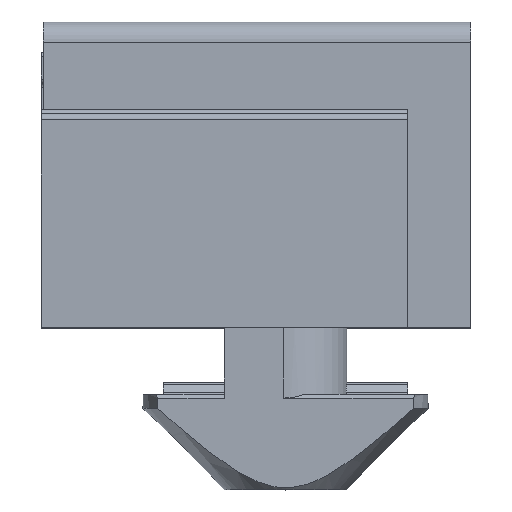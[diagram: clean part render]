
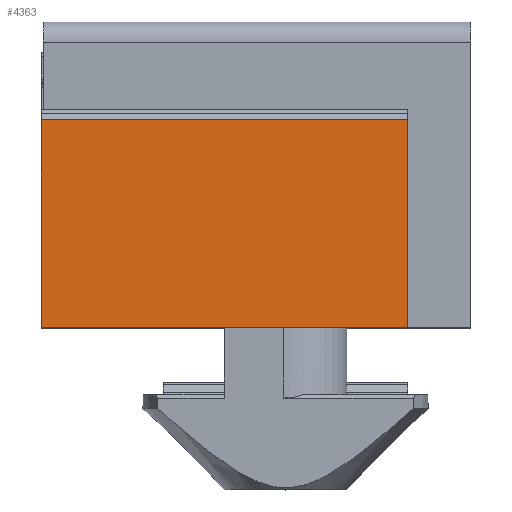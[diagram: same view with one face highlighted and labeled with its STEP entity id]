
A CAD part, top view. The second image highlights one B-rep face of the part: STEP entity #4363.
In plain terms, the highlighted planar face has unit normal (0, 0, 1).
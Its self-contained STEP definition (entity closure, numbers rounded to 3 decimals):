
#2833 = PLANE('',#2834);
#2834 = AXIS2_PLACEMENT_3D('',#2835,#2836,#2837);
#2835 = CARTESIAN_POINT('',(6.,0.,7.5));
#2836 = DIRECTION('',(0.,1.,0.));
#2837 = DIRECTION('',(0.,-0.,1.));
#4138 = VERTEX_POINT('',#4139);
#4139 = CARTESIAN_POINT('',(-12.,0.,7.5));
#4155 = PLANE('',#4156);
#4156 = AXIS2_PLACEMENT_3D('',#4157,#4158,#4159);
#4157 = CARTESIAN_POINT('',(-12.,10.2,7.2));
#4158 = DIRECTION('',(1.,0.,0.));
#4159 = DIRECTION('',(0.,0.,-1.));
#4196 = VERTEX_POINT('',#4197);
#4197 = CARTESIAN_POINT('',(6.,0.,7.5));
#4211 = PLANE('',#4212);
#4212 = AXIS2_PLACEMENT_3D('',#4213,#4214,#4215);
#4213 = CARTESIAN_POINT('',(6.,10.2,7.2));
#4214 = DIRECTION('',(1.,0.,0.));
#4215 = DIRECTION('',(0.,0.,-1.));
#4223 = EDGE_CURVE('',#4196,#4138,#4224,.T.);
#4224 = SURFACE_CURVE('',#4225,(#4229,#4236),.PCURVE_S1.);
#4225 = LINE('',#4226,#4227);
#4226 = CARTESIAN_POINT('',(6.,0.,7.5));
#4227 = VECTOR('',#4228,1.);
#4228 = DIRECTION('',(-1.,0.,0.));
#4229 = PCURVE('',#2833,#4230);
#4230 = DEFINITIONAL_REPRESENTATION('',(#4231),#4235);
#4231 = LINE('',#4232,#4233);
#4232 = CARTESIAN_POINT('',(0.,0.));
#4233 = VECTOR('',#4234,1.);
#4234 = DIRECTION('',(0.,-1.));
#4235 = ( GEOMETRIC_REPRESENTATION_CONTEXT(2) 
PARAMETRIC_REPRESENTATION_CONTEXT() REPRESENTATION_CONTEXT('2D SPACE',''
  ) );
#4236 = PCURVE('',#4237,#4242);
#4237 = PLANE('',#4238);
#4238 = AXIS2_PLACEMENT_3D('',#4239,#4240,#4241);
#4239 = CARTESIAN_POINT('',(6.,10.2,7.5));
#4240 = DIRECTION('',(0.,0.,-1.));
#4241 = DIRECTION('',(-1.,0.,0.));
#4242 = DEFINITIONAL_REPRESENTATION('',(#4243),#4247);
#4243 = LINE('',#4244,#4245);
#4244 = CARTESIAN_POINT('',(0.,-10.2));
#4245 = VECTOR('',#4246,1.);
#4246 = DIRECTION('',(1.,0.));
#4247 = ( GEOMETRIC_REPRESENTATION_CONTEXT(2) 
PARAMETRIC_REPRESENTATION_CONTEXT() REPRESENTATION_CONTEXT('2D SPACE',''
  ) );
#4263 = VERTEX_POINT('',#4264);
#4264 = CARTESIAN_POINT('',(-12.,10.2,7.5));
#4272 = CYLINDRICAL_SURFACE('',#4273,0.3);
#4273 = AXIS2_PLACEMENT_3D('',#4274,#4275,#4276);
#4274 = CARTESIAN_POINT('',(6.,10.2,7.2));
#4275 = DIRECTION('',(-1.,0.,0.));
#4276 = DIRECTION('',(0.,0.,1.));
#4291 = EDGE_CURVE('',#4292,#4263,#4294,.T.);
#4292 = VERTEX_POINT('',#4293);
#4293 = CARTESIAN_POINT('',(6.,10.2,7.5));
#4294 = SURFACE_CURVE('',#4295,(#4299,#4306),.PCURVE_S1.);
#4295 = LINE('',#4296,#4297);
#4296 = CARTESIAN_POINT('',(6.,10.2,7.5));
#4297 = VECTOR('',#4298,1.);
#4298 = DIRECTION('',(-1.,0.,0.));
#4299 = PCURVE('',#4272,#4300);
#4300 = DEFINITIONAL_REPRESENTATION('',(#4301),#4305);
#4301 = LINE('',#4302,#4303);
#4302 = CARTESIAN_POINT('',(0.,0.));
#4303 = VECTOR('',#4304,1.);
#4304 = DIRECTION('',(0.,1.));
#4305 = ( GEOMETRIC_REPRESENTATION_CONTEXT(2) 
PARAMETRIC_REPRESENTATION_CONTEXT() REPRESENTATION_CONTEXT('2D SPACE',''
  ) );
#4306 = PCURVE('',#4237,#4307);
#4307 = DEFINITIONAL_REPRESENTATION('',(#4308),#4312);
#4308 = LINE('',#4309,#4310);
#4309 = CARTESIAN_POINT('',(0.,0.));
#4310 = VECTOR('',#4311,1.);
#4311 = DIRECTION('',(1.,0.));
#4312 = ( GEOMETRIC_REPRESENTATION_CONTEXT(2) 
PARAMETRIC_REPRESENTATION_CONTEXT() REPRESENTATION_CONTEXT('2D SPACE',''
  ) );
#4363 = ADVANCED_FACE('',(#4364),#4237,.F.);
#4364 = FACE_BOUND('',#4365,.T.);
#4365 = EDGE_LOOP('',(#4366,#4387,#4388,#4409));
#4366 = ORIENTED_EDGE('',*,*,#4367,.T.);
#4367 = EDGE_CURVE('',#4263,#4138,#4368,.T.);
#4368 = SURFACE_CURVE('',#4369,(#4373,#4380),.PCURVE_S1.);
#4369 = LINE('',#4370,#4371);
#4370 = CARTESIAN_POINT('',(-12.,10.2,7.5));
#4371 = VECTOR('',#4372,1.);
#4372 = DIRECTION('',(0.,-1.,0.));
#4373 = PCURVE('',#4237,#4374);
#4374 = DEFINITIONAL_REPRESENTATION('',(#4375),#4379);
#4375 = LINE('',#4376,#4377);
#4376 = CARTESIAN_POINT('',(18.,0.));
#4377 = VECTOR('',#4378,1.);
#4378 = DIRECTION('',(0.,-1.));
#4379 = ( GEOMETRIC_REPRESENTATION_CONTEXT(2) 
PARAMETRIC_REPRESENTATION_CONTEXT() REPRESENTATION_CONTEXT('2D SPACE',''
  ) );
#4380 = PCURVE('',#4155,#4381);
#4381 = DEFINITIONAL_REPRESENTATION('',(#4382),#4386);
#4382 = LINE('',#4383,#4384);
#4383 = CARTESIAN_POINT('',(-0.3,0.));
#4384 = VECTOR('',#4385,1.);
#4385 = DIRECTION('',(0.,-1.));
#4386 = ( GEOMETRIC_REPRESENTATION_CONTEXT(2) 
PARAMETRIC_REPRESENTATION_CONTEXT() REPRESENTATION_CONTEXT('2D SPACE',''
  ) );
#4387 = ORIENTED_EDGE('',*,*,#4223,.F.);
#4388 = ORIENTED_EDGE('',*,*,#4389,.F.);
#4389 = EDGE_CURVE('',#4292,#4196,#4390,.T.);
#4390 = SURFACE_CURVE('',#4391,(#4395,#4402),.PCURVE_S1.);
#4391 = LINE('',#4392,#4393);
#4392 = CARTESIAN_POINT('',(6.,10.2,7.5));
#4393 = VECTOR('',#4394,1.);
#4394 = DIRECTION('',(0.,-1.,0.));
#4395 = PCURVE('',#4237,#4396);
#4396 = DEFINITIONAL_REPRESENTATION('',(#4397),#4401);
#4397 = LINE('',#4398,#4399);
#4398 = CARTESIAN_POINT('',(0.,0.));
#4399 = VECTOR('',#4400,1.);
#4400 = DIRECTION('',(0.,-1.));
#4401 = ( GEOMETRIC_REPRESENTATION_CONTEXT(2) 
PARAMETRIC_REPRESENTATION_CONTEXT() REPRESENTATION_CONTEXT('2D SPACE',''
  ) );
#4402 = PCURVE('',#4211,#4403);
#4403 = DEFINITIONAL_REPRESENTATION('',(#4404),#4408);
#4404 = LINE('',#4405,#4406);
#4405 = CARTESIAN_POINT('',(-0.3,0.));
#4406 = VECTOR('',#4407,1.);
#4407 = DIRECTION('',(0.,-1.));
#4408 = ( GEOMETRIC_REPRESENTATION_CONTEXT(2) 
PARAMETRIC_REPRESENTATION_CONTEXT() REPRESENTATION_CONTEXT('2D SPACE',''
  ) );
#4409 = ORIENTED_EDGE('',*,*,#4291,.T.);
